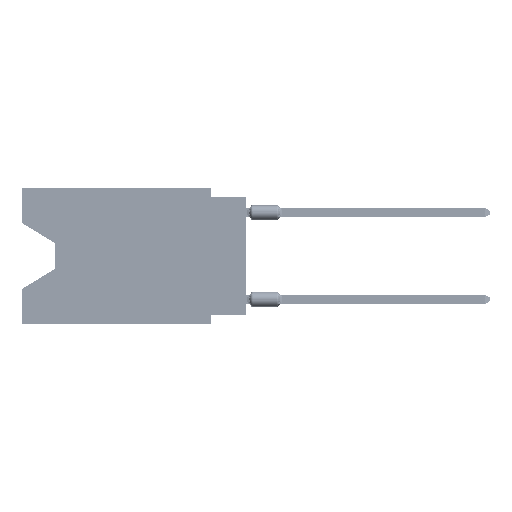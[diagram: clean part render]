
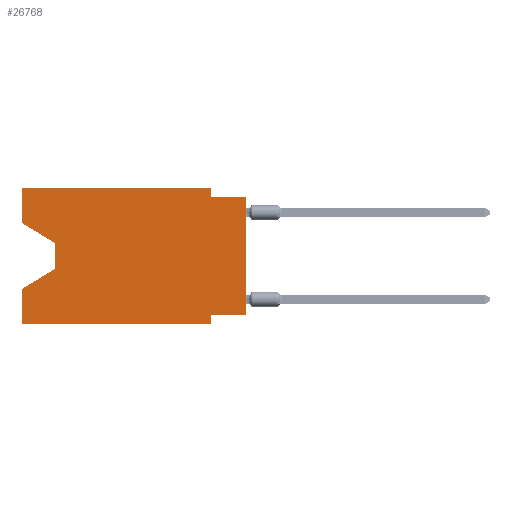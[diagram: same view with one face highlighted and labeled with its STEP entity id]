
A CAD part, left-side view. The second image highlights one B-rep face of the part: STEP entity #26768.
In plain terms, the highlighted planar face has unit normal (-1, 0, 0).
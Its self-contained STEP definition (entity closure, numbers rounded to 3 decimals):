
#223 = AXIS2_PLACEMENT_3D ( 'NONE', #73798, #19904, #31116 ) ;
#1195 = PLANE ( 'NONE',  #223 ) ;
#1825 = DIRECTION ( 'NONE',  ( 0., 0.855, -0.519 ) ) ;
#3111 = ORIENTED_EDGE ( 'NONE', *, *, #31076, .F. ) ;
#3749 = EDGE_CURVE ( 'NONE', #62443, #55880, #63184, .T. ) ;
#4706 = DIRECTION ( 'NONE',  ( 0., 0., -1. ) ) ;
#4851 = VECTOR ( 'NONE', #59324, 1000. ) ;
#5051 = CARTESIAN_POINT ( 'NONE',  ( 0., 2.54, -9.906 ) ) ;
#5087 = VECTOR ( 'NONE', #20897, 1000. ) ;
#6430 = CARTESIAN_POINT ( 'NONE',  ( 0., 0., -9.271 ) ) ;
#7192 = LINE ( 'NONE', #6430, #60039 ) ;
#7594 = CARTESIAN_POINT ( 'NONE',  ( 0., 16.383, 0. ) ) ;
#8051 = DIRECTION ( 'NONE',  ( 0., 0., 1. ) ) ;
#8921 = ORIENTED_EDGE ( 'NONE', *, *, #61896, .T. ) ;
#10536 = VECTOR ( 'NONE', #8051, 1000. ) ;
#10859 = EDGE_CURVE ( 'NONE', #49603, #78639, #49938, .T. ) ;
#11544 = CARTESIAN_POINT ( 'NONE',  ( 0., 16.383, 0. ) ) ;
#12164 = EDGE_CURVE ( 'NONE', #66063, #48409, #39545, .T. ) ;
#12364 = ORIENTED_EDGE ( 'NONE', *, *, #12164, .F. ) ;
#12623 = EDGE_CURVE ( 'NONE', #66063, #28624, #21941, .T. ) ;
#13291 = CARTESIAN_POINT ( 'NONE',  ( 0., 2.54, -9.906 ) ) ;
#13367 = ORIENTED_EDGE ( 'NONE', *, *, #22149, .F. ) ;
#15067 = VERTEX_POINT ( 'NONE', #7594 ) ;
#15655 = EDGE_CURVE ( 'NONE', #49588, #28624, #71670, .T. ) ;
#15950 = CARTESIAN_POINT ( 'NONE',  ( 0., 16.383, -9.906 ) ) ;
#17512 = LINE ( 'NONE', #11544, #35209 ) ;
#18045 = CARTESIAN_POINT ( 'NONE',  ( 0., 13.97, -5.893 ) ) ;
#18581 = VERTEX_POINT ( 'NONE', #18045 ) ;
#19118 = VECTOR ( 'NONE', #4706, 1000. ) ;
#19904 = DIRECTION ( 'NONE',  ( 1., 0., 0. ) ) ;
#20897 = DIRECTION ( 'NONE',  ( 0., 0., 1. ) ) ;
#21280 = ORIENTED_EDGE ( 'NONE', *, *, #10859, .T. ) ;
#21941 = LINE ( 'NONE', #15950, #48810 ) ;
#22149 = EDGE_CURVE ( 'NONE', #15067, #22686, #62191, .T. ) ;
#22607 = VECTOR ( 'NONE', #62066, 1000. ) ;
#22686 = VERTEX_POINT ( 'NONE', #58864 ) ;
#26768 = ADVANCED_FACE ( 'NONE', ( #62209 ), #1195, .F. ) ;
#28078 = ORIENTED_EDGE ( 'NONE', *, *, #3749, .T. ) ;
#28624 = VERTEX_POINT ( 'NONE', #13291 ) ;
#28967 = DIRECTION ( 'NONE',  ( 0., 0., -1. ) ) ;
#29809 = DIRECTION ( 'NONE',  ( 0., -1., 0. ) ) ;
#31076 = EDGE_CURVE ( 'NONE', #64770, #55880, #61695, .T. ) ;
#31116 = DIRECTION ( 'NONE',  ( 0., 0., -1. ) ) ;
#31649 = CARTESIAN_POINT ( 'NONE',  ( 0., 16.383, -9.906 ) ) ;
#31944 = EDGE_CURVE ( 'NONE', #22686, #64770, #52945, .T. ) ;
#31986 = DIRECTION ( 'NONE',  ( 0., -0.855, -0.519 ) ) ;
#32422 = EDGE_LOOP ( 'NONE', ( #21280, #8921, #41424, #12364, #64554, #60257, #77216, #28078, #3111, #36865, #13367, #44477 ) ) ;
#32868 = CARTESIAN_POINT ( 'NONE',  ( 0., 0., 0. ) ) ;
#35209 = VECTOR ( 'NONE', #66593, 1000. ) ;
#36865 = ORIENTED_EDGE ( 'NONE', *, *, #31944, .F. ) ;
#37733 = LINE ( 'NONE', #75213, #49449 ) ;
#39274 = CARTESIAN_POINT ( 'NONE',  ( 0., 0., -0.635 ) ) ;
#39545 = LINE ( 'NONE', #62706, #10536 ) ;
#41424 = ORIENTED_EDGE ( 'NONE', *, *, #53362, .T. ) ;
#44477 = ORIENTED_EDGE ( 'NONE', *, *, #56911, .F. ) ;
#45277 = CARTESIAN_POINT ( 'NONE',  ( 0., 13.97, -4.013 ) ) ;
#46410 = CARTESIAN_POINT ( 'NONE',  ( 0., 0., -9.271 ) ) ;
#46594 = LINE ( 'NONE', #64956, #19118 ) ;
#47371 = CARTESIAN_POINT ( 'NONE',  ( 0., 2.54, -9.271 ) ) ;
#48409 = VERTEX_POINT ( 'NONE', #68535 ) ;
#48810 = VECTOR ( 'NONE', #29809, 1000. ) ;
#49449 = VECTOR ( 'NONE', #1825, 1000. ) ;
#49588 = VERTEX_POINT ( 'NONE', #47371 ) ;
#49603 = VERTEX_POINT ( 'NONE', #77673 ) ;
#49938 = LINE ( 'NONE', #74278, #72169 ) ;
#52945 = LINE ( 'NONE', #64524, #4851 ) ;
#53362 = EDGE_CURVE ( 'NONE', #18581, #48409, #37733, .T. ) ;
#55880 = VERTEX_POINT ( 'NONE', #39274 ) ;
#56911 = EDGE_CURVE ( 'NONE', #49603, #15067, #17512, .T. ) ;
#58864 = CARTESIAN_POINT ( 'NONE',  ( 0., 2.54, 0. ) ) ;
#59324 = DIRECTION ( 'NONE',  ( 0., 0., -1. ) ) ;
#60039 = VECTOR ( 'NONE', #61071, 1000. ) ;
#60257 = ORIENTED_EDGE ( 'NONE', *, *, #15655, .F. ) ;
#61071 = DIRECTION ( 'NONE',  ( 0., 1., 0. ) ) ;
#61695 = LINE ( 'NONE', #75511, #22607 ) ;
#61896 = EDGE_CURVE ( 'NONE', #78639, #18581, #46594, .T. ) ;
#62066 = DIRECTION ( 'NONE',  ( 0., -1., 0. ) ) ;
#62191 = LINE ( 'NONE', #75342, #76539 ) ;
#62209 = FACE_OUTER_BOUND ( 'NONE', #32422, .T. ) ;
#62443 = VERTEX_POINT ( 'NONE', #46410 ) ;
#62706 = CARTESIAN_POINT ( 'NONE',  ( 0., 16.383, 0. ) ) ;
#63184 = LINE ( 'NONE', #32868, #5087 ) ;
#63547 = EDGE_CURVE ( 'NONE', #62443, #49588, #7192, .T. ) ;
#64524 = CARTESIAN_POINT ( 'NONE',  ( 0., 2.54, 0. ) ) ;
#64554 = ORIENTED_EDGE ( 'NONE', *, *, #12623, .T. ) ;
#64770 = VERTEX_POINT ( 'NONE', #64786 ) ;
#64786 = CARTESIAN_POINT ( 'NONE',  ( 0., 2.54, -0.635 ) ) ;
#64956 = CARTESIAN_POINT ( 'NONE',  ( 0., 13.97, -4.013 ) ) ;
#66063 = VERTEX_POINT ( 'NONE', #31649 ) ;
#66593 = DIRECTION ( 'NONE',  ( 0., 0., 1. ) ) ;
#68535 = CARTESIAN_POINT ( 'NONE',  ( 0., 16.383, -7.36 ) ) ;
#71670 = LINE ( 'NONE', #5051, #74751 ) ;
#72169 = VECTOR ( 'NONE', #31986, 1000. ) ;
#73786 = DIRECTION ( 'NONE',  ( 0., -1., 0. ) ) ;
#73798 = CARTESIAN_POINT ( 'NONE',  ( 0., 16.383, 0. ) ) ;
#74278 = CARTESIAN_POINT ( 'NONE',  ( 0., 16.383, -2.546 ) ) ;
#74751 = VECTOR ( 'NONE', #28967, 1000. ) ;
#75213 = CARTESIAN_POINT ( 'NONE',  ( 0., 13.97, -5.893 ) ) ;
#75342 = CARTESIAN_POINT ( 'NONE',  ( 0., 16.383, 0. ) ) ;
#75511 = CARTESIAN_POINT ( 'NONE',  ( 0., 0., -0.635 ) ) ;
#76539 = VECTOR ( 'NONE', #73786, 1000. ) ;
#77216 = ORIENTED_EDGE ( 'NONE', *, *, #63547, .F. ) ;
#77673 = CARTESIAN_POINT ( 'NONE',  ( 0., 16.383, -2.546 ) ) ;
#78639 = VERTEX_POINT ( 'NONE', #45277 ) ;
